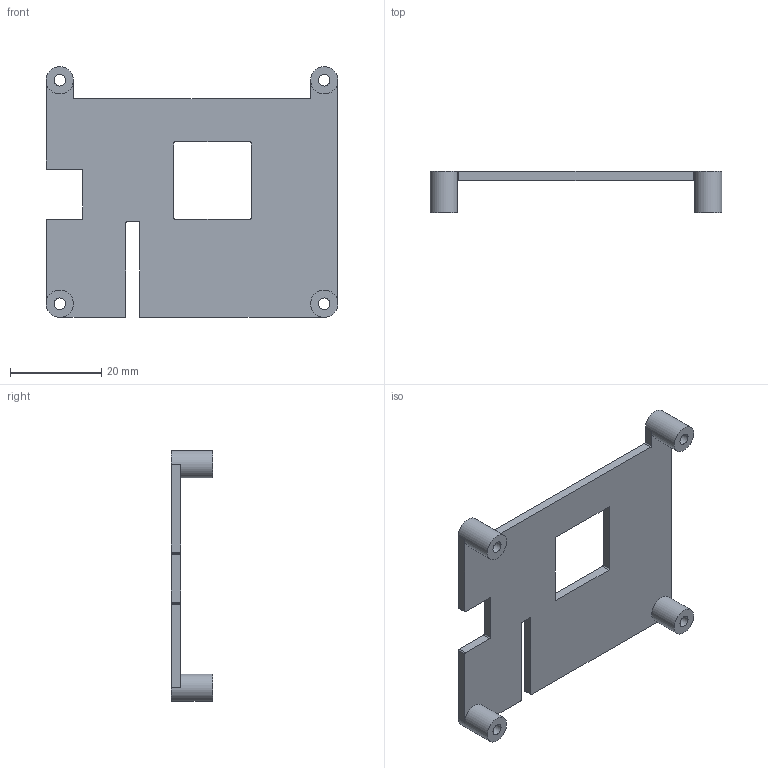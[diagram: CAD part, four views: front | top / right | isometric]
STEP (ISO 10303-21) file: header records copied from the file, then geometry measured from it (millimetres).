
FILE_DESCRIPTION(/* description */ (''),/* implementation_level */ '2;1');
FILE_NAME(/* name */ 'devFrame RPi Cover.step',/* time_stamp */ '2020-01-14T12:20:50-06:00',/* author */ (''),/* organization */ (''),/* preprocessor_version */ 'ST-DEVELOPER v18',/* originating_system */ 'Autodesk Translation Framework v8.12.0.6',/* authorisation */ '');
FILE_SCHEMA (('AUTOMOTIVE_DESIGN { 1 0 10303 214 3 1 1 }'));
Length unit declared in the file: millimetre
Products named in the file (1): devFrame RPi 2/3 Cover
Bounding box: 64 x 9 x 55 mm (x, y, z)
Volume: 6024 mm3; surface area: 6917.8 mm2
Topology: 1 solids, 1 shells, 46 faces, 129 edges, 85 vertices
Faces by surface type: plane 24, cylinder 22
Full cylindrical faces by diameter (mm): 2.5 x4, 6 x4
Entity records: 1551 total; most frequent: DIRECTION 272, CARTESIAN_POINT 261, ORIENTED_EDGE 258, EDGE_CURVE 129, AXIS2_PLACEMENT_3D 96, VERTEX_POINT 85, LINE 80, VECTOR 80
